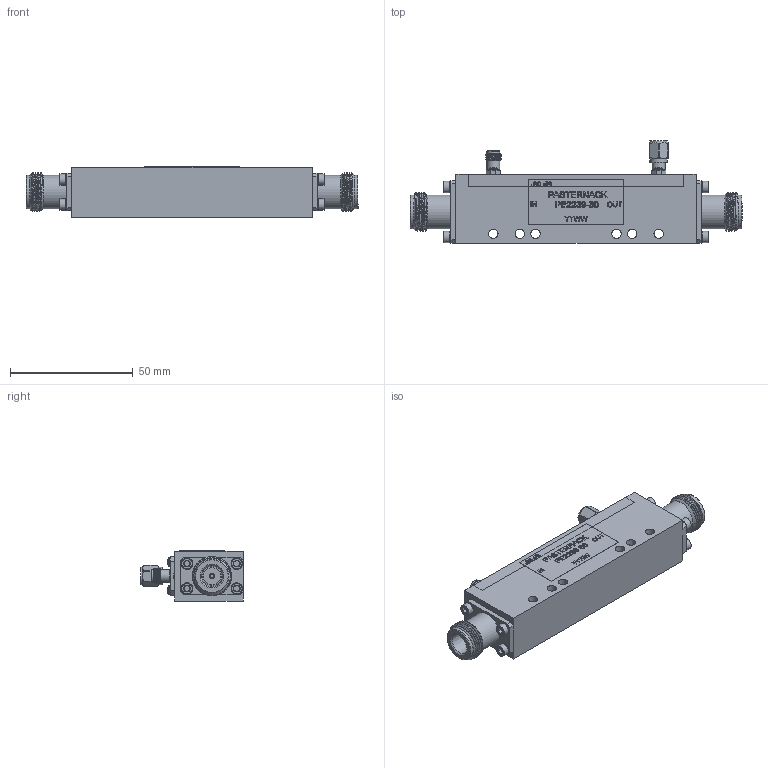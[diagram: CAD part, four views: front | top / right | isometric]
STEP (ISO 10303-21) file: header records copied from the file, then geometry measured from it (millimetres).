
FILE_DESCRIPTION (( 'STEP AP203' ), '1' );
FILE_NAME ('PE2239-30_3D.step', '2022-05-18T15:23:00', ( '' ), ( '' ), 'SwSTEP 2.0', 'SolidWorks 2021', '' );
FILE_SCHEMA (( 'CONFIG_CONTROL_DESIGN' ));
Products named in the file (1): PE2239-30_3D
Bounding box: 135.18 x 41.66 x 20.4 mm (x, y, z)
Volume: 61164.9 mm3; surface area: 17631.9 mm2
Topology: 2 solids, 19 shells, 1072 faces, 2700 edges, 1764 vertices
Faces by surface type: plane 555, bspline 218, cylinder 176, cone 109, torus 10, sphere 4
Full cylindrical faces by diameter (mm): 0.914 x4, 1.168 x1, 1.199 x2, 1.27 x2, 1.854 x4, 2.286 x2, 3.393 x4, 3.81 x6, 4.521 x1, 4.648 x8, 4.75 x8, 5.08 x2, 5.334 x3, 6.985 x2, 7.112 x2, 13.716 x4
Entity records: 59154 total; most frequent: CARTESIAN_POINT 36157, ORIENTED_EDGE 5106, DIRECTION 3856, EDGE_CURVE 2553, VERTEX_POINT 1715, LINE 1336, VECTOR 1336, EDGE_LOOP 1284
